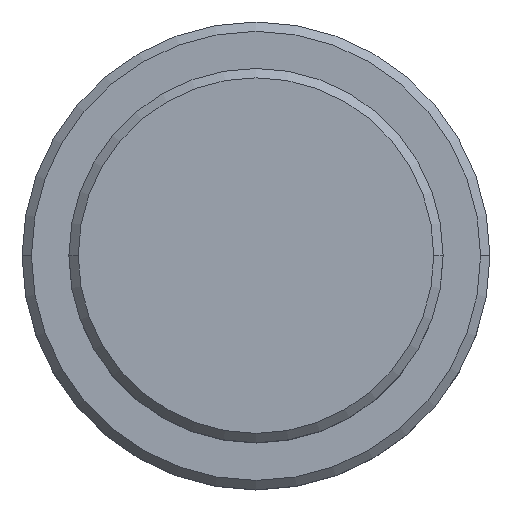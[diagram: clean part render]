
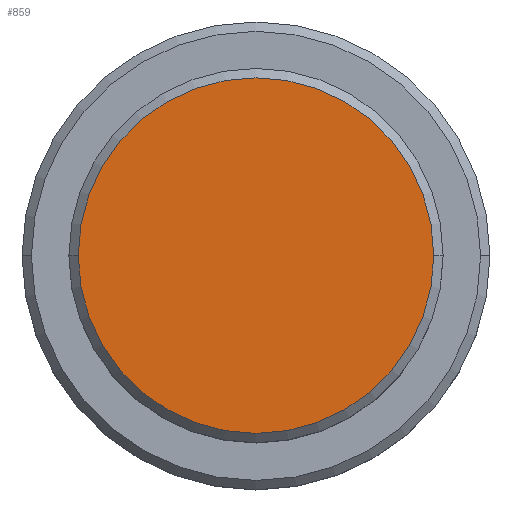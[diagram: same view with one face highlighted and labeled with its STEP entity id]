
A CAD part, top view. The second image highlights one B-rep face of the part: STEP entity #859.
In plain terms, the highlighted planar face has unit normal (0, 0, 1).
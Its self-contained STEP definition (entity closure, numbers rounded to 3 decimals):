
#25 = EDGE_CURVE ( 'NONE', #1066, #71, #386, .T. ) ;
#71 = VERTEX_POINT ( 'NONE', #1345 ) ;
#143 = CARTESIAN_POINT ( 'NONE',  ( 0., 0., 0. ) ) ;
#206 = CARTESIAN_POINT ( 'NONE',  ( 0., 0., 0. ) ) ;
#338 = DIRECTION ( 'NONE',  ( 0., 0., 1. ) ) ;
#386 = CIRCLE ( 'NONE', #700, 9.5 ) ;
#395 = EDGE_LOOP ( 'NONE', ( #895, #1405 ) ) ;
#448 = EDGE_CURVE ( 'NONE', #71, #1066, #1244, .T. ) ;
#642 = DIRECTION ( 'NONE',  ( 0., 0., 1. ) ) ;
#700 = AXIS2_PLACEMENT_3D ( 'NONE', #893, #338, #769 ) ;
#769 = DIRECTION ( 'NONE',  ( 1., 0., 0. ) ) ;
#859 = ADVANCED_FACE ( 'NONE', ( #958 ), #1176, .T. ) ;
#893 = CARTESIAN_POINT ( 'NONE',  ( 0., 0., 0. ) ) ;
#895 = ORIENTED_EDGE ( 'NONE', *, *, #448, .T. ) ;
#916 = DIRECTION ( 'NONE',  ( 0., 0., 1. ) ) ;
#958 = FACE_OUTER_BOUND ( 'NONE', #395, .T. ) ;
#972 = AXIS2_PLACEMENT_3D ( 'NONE', #143, #916, #1011 ) ;
#1011 = DIRECTION ( 'NONE',  ( 1., 0., 0. ) ) ;
#1066 = VERTEX_POINT ( 'NONE', #1156 ) ;
#1072 = DIRECTION ( 'NONE',  ( 1., 0., 0. ) ) ;
#1156 = CARTESIAN_POINT ( 'NONE',  ( 9.5, 0., 0. ) ) ;
#1176 = PLANE ( 'NONE',  #1203 ) ;
#1203 = AXIS2_PLACEMENT_3D ( 'NONE', #206, #642, #1072 ) ;
#1244 = CIRCLE ( 'NONE', #972, 9.5 ) ;
#1345 = CARTESIAN_POINT ( 'NONE',  ( -9.5, 0., 0. ) ) ;
#1405 = ORIENTED_EDGE ( 'NONE', *, *, #25, .T. ) ;
